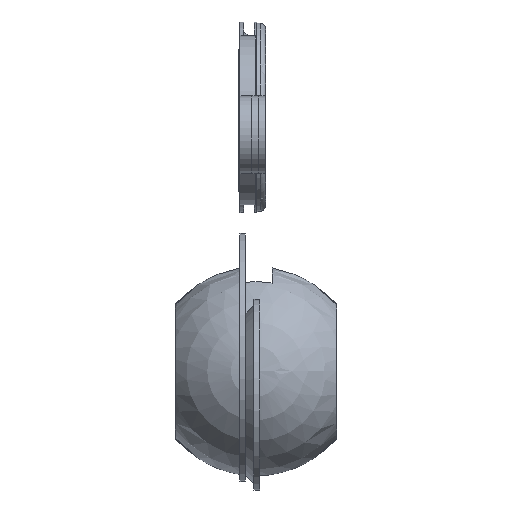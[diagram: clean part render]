
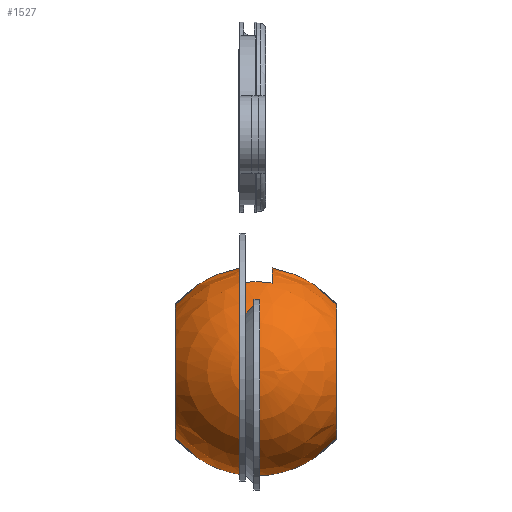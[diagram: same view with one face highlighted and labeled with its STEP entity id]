
A CAD part, top view. The second image highlights one B-rep face of the part: STEP entity #1527.
In plain terms, the highlighted spherical face has radius 31.496 mm.
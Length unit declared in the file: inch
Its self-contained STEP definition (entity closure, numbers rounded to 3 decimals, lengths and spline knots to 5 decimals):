
#12=SPHERICAL_SURFACE('',#1979,1.24);
#13=B_SPLINE_CURVE_WITH_KNOTS('',3,(#3006,#3007,#3008,#3009,#3010,#3011),
 .UNSPECIFIED.,.F.,.F.,(4,2,4),(1.02307,1.48664,1.95022),
 .UNSPECIFIED.);
#14=B_SPLINE_CURVE_WITH_KNOTS('',3,(#3012,#3013,#3014,#3015,#3016,#3017),
 .UNSPECIFIED.,.F.,.F.,(4,2,4),(1.02307,1.48664,1.95022),
 .UNSPECIFIED.);
#149=FACE_BOUND('',#337,.T.);
#150=FACE_BOUND('',#338,.T.);
#240=FACE_OUTER_BOUND('',#336,.T.);
#336=EDGE_LOOP('',(#1319,#1320,#1321,#1322,#1323,#1324,#1325));
#337=EDGE_LOOP('',(#1326,#1327,#1328,#1329));
#338=EDGE_LOOP('',(#1330,#1331));
#561=CIRCLE('',#1973,1.22551);
#563=CIRCLE('',#1976,1.22551);
#565=CIRCLE('',#1980,0.7994);
#566=CIRCLE('',#1981,1.24);
#567=CIRCLE('',#1982,0.7994);
#568=CIRCLE('',#1983,1.24);
#569=CIRCLE('',#1984,0.7994);
#570=CIRCLE('',#1985,0.7994);
#571=CIRCLE('',#1986,0.7994);
#733=VERTEX_POINT('',#2996);
#734=VERTEX_POINT('',#2997);
#735=VERTEX_POINT('',#3001);
#736=VERTEX_POINT('',#3002);
#737=VERTEX_POINT('',#3019);
#738=VERTEX_POINT('',#3020);
#739=VERTEX_POINT('',#3022);
#740=VERTEX_POINT('',#3024);
#741=VERTEX_POINT('',#3026);
#742=VERTEX_POINT('',#3029);
#743=VERTEX_POINT('',#3030);
#938=EDGE_CURVE('',#733,#734,#561,.T.);
#940=EDGE_CURVE('',#735,#736,#563,.T.);
#942=EDGE_CURVE('',#736,#733,#13,.T.);
#943=EDGE_CURVE('',#734,#735,#14,.T.);
#944=EDGE_CURVE('',#737,#738,#565,.T.);
#945=EDGE_CURVE('',#739,#738,#566,.T.);
#946=EDGE_CURVE('',#738,#740,#567,.T.);
#947=EDGE_CURVE('',#740,#741,#568,.T.);
#948=EDGE_CURVE('',#740,#737,#569,.T.);
#949=EDGE_CURVE('',#742,#743,#570,.T.);
#950=EDGE_CURVE('',#743,#742,#571,.T.);
#1319=ORIENTED_EDGE('',*,*,#944,.T.);
#1320=ORIENTED_EDGE('',*,*,#945,.F.);
#1321=ORIENTED_EDGE('',*,*,#945,.T.);
#1322=ORIENTED_EDGE('',*,*,#946,.T.);
#1323=ORIENTED_EDGE('',*,*,#947,.T.);
#1324=ORIENTED_EDGE('',*,*,#947,.F.);
#1325=ORIENTED_EDGE('',*,*,#948,.T.);
#1326=ORIENTED_EDGE('',*,*,#940,.T.);
#1327=ORIENTED_EDGE('',*,*,#942,.T.);
#1328=ORIENTED_EDGE('',*,*,#938,.T.);
#1329=ORIENTED_EDGE('',*,*,#943,.T.);
#1330=ORIENTED_EDGE('',*,*,#949,.F.);
#1331=ORIENTED_EDGE('',*,*,#950,.F.);
#1527=ADVANCED_FACE('',(#240,#149,#150),#12,.T.);
#1973=AXIS2_PLACEMENT_3D('',#2998,#2481,#2482);
#1976=AXIS2_PLACEMENT_3D('',#3003,#2487,#2488);
#1979=AXIS2_PLACEMENT_3D('',#3018,#2493,#2494);
#1980=AXIS2_PLACEMENT_3D('',#3021,#2495,#2496);
#1981=AXIS2_PLACEMENT_3D('',#3023,#2497,#2498);
#1982=AXIS2_PLACEMENT_3D('',#3025,#2499,#2500);
#1983=AXIS2_PLACEMENT_3D('',#3027,#2501,#2502);
#1984=AXIS2_PLACEMENT_3D('',#3028,#2503,#2504);
#1985=AXIS2_PLACEMENT_3D('',#3031,#2505,#2506);
#1986=AXIS2_PLACEMENT_3D('',#3032,#2507,#2508);
#2481=DIRECTION('center_axis',(1.,0.,0.));
#2482=DIRECTION('ref_axis',(0.,0.,1.));
#2487=DIRECTION('center_axis',(-1.,0.,0.));
#2488=DIRECTION('ref_axis',(0.,0.,-1.));
#2493=DIRECTION('center_axis',(0.,0.,1.));
#2494=DIRECTION('ref_axis',(1.,0.,0.));
#2495=DIRECTION('center_axis',(1.,0.,0.));
#2496=DIRECTION('ref_axis',(0.,0.,-1.));
#2497=DIRECTION('center_axis',(0.,-1.,0.));
#2498=DIRECTION('ref_axis',(-1.,0.,0.));
#2499=DIRECTION('center_axis',(1.,0.,0.));
#2500=DIRECTION('ref_axis',(0.,0.,-1.));
#2501=DIRECTION('center_axis',(0.,-1.,0.));
#2502=DIRECTION('ref_axis',(-1.,0.,0.));
#2503=DIRECTION('center_axis',(1.,0.,0.));
#2504=DIRECTION('ref_axis',(0.,0.,-1.));
#2505=DIRECTION('center_axis',(1.,0.,0.));
#2506=DIRECTION('ref_axis',(0.,0.,-1.));
#2507=DIRECTION('center_axis',(1.,0.,0.));
#2508=DIRECTION('ref_axis',(0.,0.,-1.));
#2996=CARTESIAN_POINT('',(0.189,1.04781,-0.63559));
#2997=CARTESIAN_POINT('',(0.189,1.04781,0.63559));
#2998=CARTESIAN_POINT('Origin',(0.189,0.,0.));
#3001=CARTESIAN_POINT('',(-0.189,1.04781,0.63559));
#3002=CARTESIAN_POINT('',(-0.189,1.04781,-0.63559));
#3003=CARTESIAN_POINT('Origin',(-0.189,0.,0.));
#3006=CARTESIAN_POINT('Ctrl Pts',(-0.189,1.04781,-0.63559));
#3007=CARTESIAN_POINT('Ctrl Pts',(-0.12491,1.05374,-0.64487));
#3008=CARTESIAN_POINT('Ctrl Pts',(-0.06084,1.05655,
-0.64907));
#3009=CARTESIAN_POINT('Ctrl Pts',(0.06084,1.05655,-0.64907));
#3010=CARTESIAN_POINT('Ctrl Pts',(0.12491,1.05374,-0.64487));
#3011=CARTESIAN_POINT('Ctrl Pts',(0.189,1.04781,-0.63559));
#3012=CARTESIAN_POINT('Ctrl Pts',(0.189,1.04781,0.63559));
#3013=CARTESIAN_POINT('Ctrl Pts',(0.12491,1.05374,0.64487));
#3014=CARTESIAN_POINT('Ctrl Pts',(0.06084,1.05655,0.64907));
#3015=CARTESIAN_POINT('Ctrl Pts',(-0.06084,1.05655,
0.64907));
#3016=CARTESIAN_POINT('Ctrl Pts',(-0.12491,1.05374,0.64487));
#3017=CARTESIAN_POINT('Ctrl Pts',(-0.189,1.04781,0.63559));
#3018=CARTESIAN_POINT('Origin',(0.,0.,0.));
#3019=CARTESIAN_POINT('',(-0.94793,0.7994,0.));
#3020=CARTESIAN_POINT('',(-0.94793,0.,0.7994));
#3021=CARTESIAN_POINT('Origin',(-0.94793,0.,0.));
#3022=CARTESIAN_POINT('',(0.,0.,1.24));
#3023=CARTESIAN_POINT('Origin',(0.,0.,0.));
#3024=CARTESIAN_POINT('',(-0.94793,0.,-0.7994));
#3025=CARTESIAN_POINT('Origin',(-0.94793,0.,0.));
#3026=CARTESIAN_POINT('',(0.,0.,-1.24));
#3027=CARTESIAN_POINT('Origin',(0.,0.,0.));
#3028=CARTESIAN_POINT('Origin',(-0.94793,0.,0.));
#3029=CARTESIAN_POINT('',(0.94793,0.7994,0.));
#3030=CARTESIAN_POINT('',(0.94793,0.,0.7994));
#3031=CARTESIAN_POINT('Origin',(0.94793,0.,0.));
#3032=CARTESIAN_POINT('Origin',(0.94793,0.,0.));
